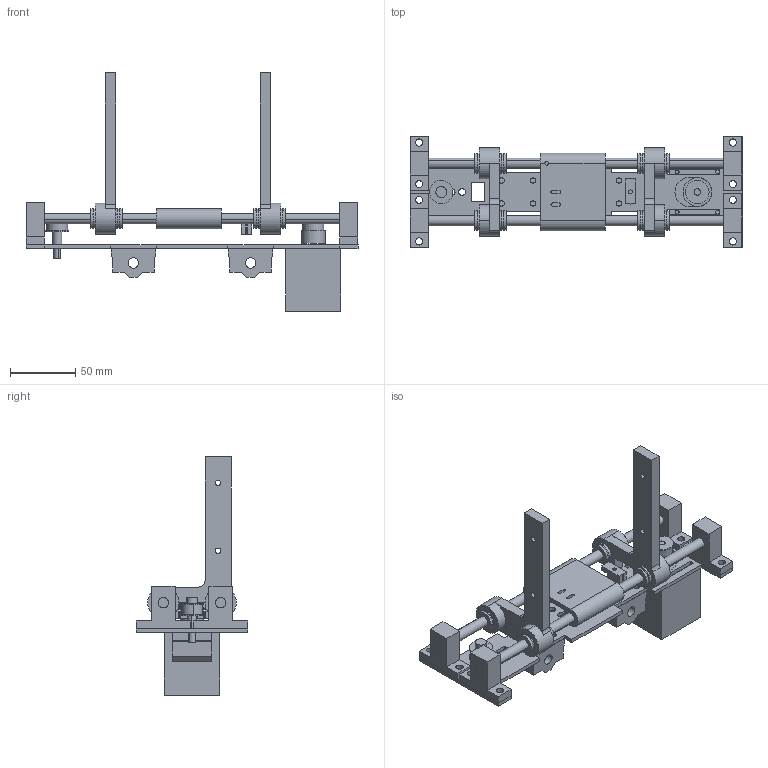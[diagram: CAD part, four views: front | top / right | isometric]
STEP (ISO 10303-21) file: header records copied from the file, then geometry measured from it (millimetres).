
FILE_DESCRIPTION (( 'STEP AP214' ), '1' );
FILE_NAME ('X-axis.STEP', '2021-07-28T14:31:53', ( '' ), ( '' ), 'SwSTEP 2.0', 'SolidWorks 2019', '' );
FILE_SCHEMA (( 'AUTOMOTIVE_DESIGN' ));
Length unit declared in the file: millimetre
Products named in the file (15): Linear Bearing with Housing 8 mm shaft; Gripper arm right; Stepper Nema 17; Pulley GT2 20 teeth 5 mm bore 6 mm belt; Gripper arm left; Shaft 8 mm 250 mm; Shaft support 8mm upright; Plate Gripper; Linear Bearing 8 mm; Spacer 10 mm for screw 5 mm; Front Rail Panel; Belt Tightner; Screw M5 30 mm; X-axis; Idler
Assembly tree (23 placements, depth 2):
  X-axis
    Shaft support 8mm upright  x4
    Shaft 8 mm 250 mm  x2
    Stepper Nema 17
    Spacer 10 mm for screw 5 mm
    Linear Bearing 8 mm  x4
    Screw M5 30 mm
    Linear Bearing with Housing 8 mm shaft  x2
    Pulley GT2 20 teeth 5 mm bore 6 mm belt
    Idler
    Front Rail Panel
    Gripper arm left
    Gripper arm right
    Belt Tightner  x2
    Plate Gripper
Bounding box: 255 x 86 x 183 mm (x, y, z)
Volume: 309867.3 mm3; surface area: 125795.3 mm2
Topology: 23 solids, 23 shells, 478 faces, 1167 edges, 772 vertices
Faces by surface type: cylinder 241, plane 237
Entity records: 12589 total; most frequent: DIRECTION 1872, CARTESIAN_POINT 1787, ORIENTED_EDGE 1644, EDGE_CURVE 822, AXIS2_PLACEMENT_3D 699, VERTEX_POINT 542, LINE 474, VECTOR 474
